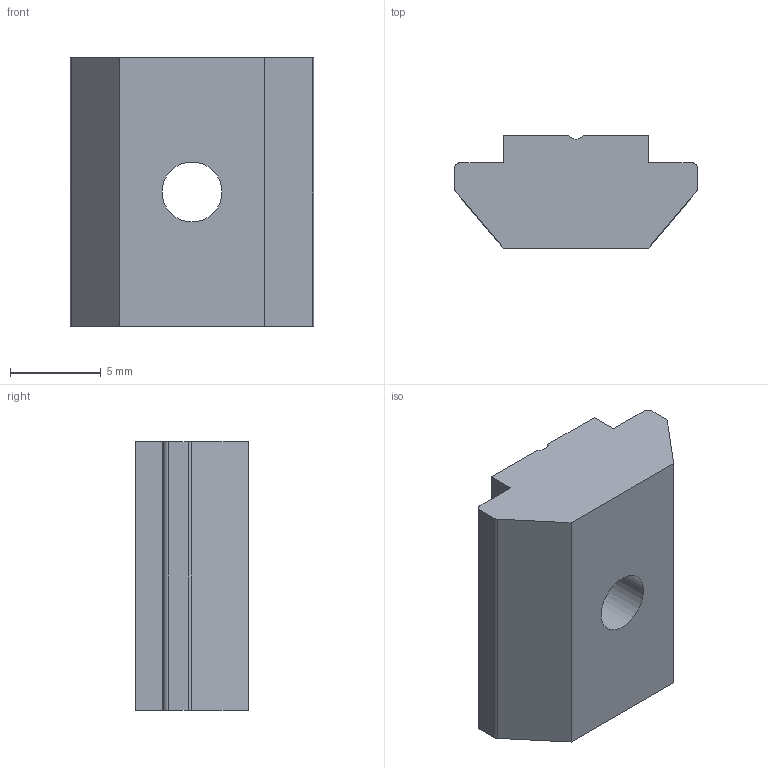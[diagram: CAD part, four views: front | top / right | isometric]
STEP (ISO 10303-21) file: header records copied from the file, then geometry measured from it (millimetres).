
FILE_DESCRIPTION (( 'STEP AP214' ), '1' );
FILE_NAME ('SNSD.30.51.22. Ñóõàðü ïàçîâûé Ì4, ïàç 8(C50).STEP', '2014-11-26T07:16:43', ( 'XTreme.ws' ), ( 'XTreme.ws' ), 'SwSTEP 2.0', 'SolidWorks 2014', '' );
FILE_SCHEMA (( 'AUTOMOTIVE_DESIGN' ));
Length unit declared in the file: millimetre
Products named in the file (1): SNSD.30.51.22. Ñóõàðü ïàçîâûé Ì4, ïàç 8(C50)
Bounding box: 13.4 x 6.2 x 14.8 mm (x, y, z)
Volume: 926.6 mm3; surface area: 704.8 mm2
Topology: 1 solids, 1 shells, 23 faces, 64 edges, 42 vertices
Faces by surface type: plane 13, cylinder 8, cone 2
Entity records: 814 total; most frequent: CARTESIAN_POINT 148, ORIENTED_EDGE 128, DIRECTION 128, EDGE_CURVE 64, VECTOR 44, LINE 44, VERTEX_POINT 42, AXIS2_PLACEMENT_3D 42
